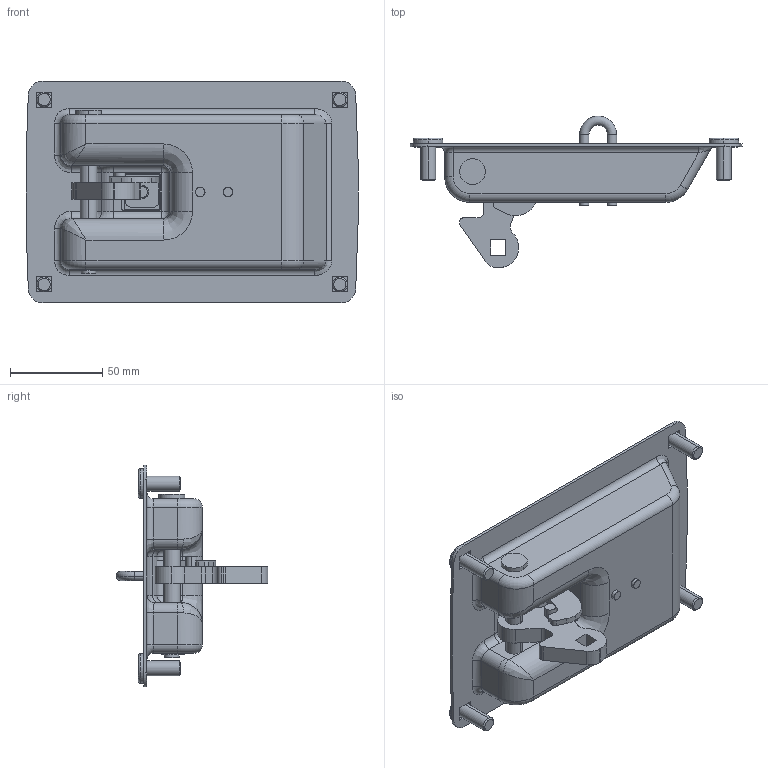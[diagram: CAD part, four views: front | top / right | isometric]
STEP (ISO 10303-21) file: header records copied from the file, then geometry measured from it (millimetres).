
FILE_DESCRIPTION (( 'STEP AP203' ), '1' );
FILE_NAME ('A-838-A-3.STEP', '2019-12-23T08:26:08', ( '' ), ( '' ), 'SwSTEP 2.0', 'SolidWorks 2014', '' );
FILE_SCHEMA (( 'CONFIG_CONTROL_DESIGN' ));
Length unit declared in the file: millimetre
Products named in the file (9): A-838-A-3_フック_; A-838-A-3; A-838-A-3_C型止め輪__JIS B 2804 Shaft use 10; A-838-A-3儘僢僋僽儔働僢僩_; A-838-A-3_ハンドル_; A-838-A-3_角根ボルト_; A-838-A-3_ハウジング_; A-838-A-3_ストッパー_; A-838-A-3_ヘッダーピン_
Assembly tree (11 placements, depth 2):
  A-838-A-3
    A-838-A-3_ハウジング_
    A-838-A-3_ハンドル_
    A-838-A-3_ストッパー_
    A-838-A-3_フック_
    A-838-A-3_ヘッダーピン_
    A-838-A-3_角根ボルト_  x4
    A-838-A-3_C型止め輪__JIS B 2804 Shaft use 10
    A-838-A-3儘僢僋僽儔働僢僩_
Bounding box: 179.69 x 82.1 x 120 mm (x, y, z)
Volume: 105261.9 mm3; surface area: 112350.7 mm2
Topology: 11 solids, 11 shells, 434 faces, 1082 edges, 681 vertices
Faces by surface type: cylinder 194, plane 168, torus 40, bspline 16, cone 16
Entity records: 15240 total; most frequent: CARTESIAN_POINT 4261, DIRECTION 2180, ORIENTED_EDGE 2036, EDGE_CURVE 1018, AXIS2_PLACEMENT_3D 811, VERTEX_POINT 645, LINE 558, VECTOR 558
